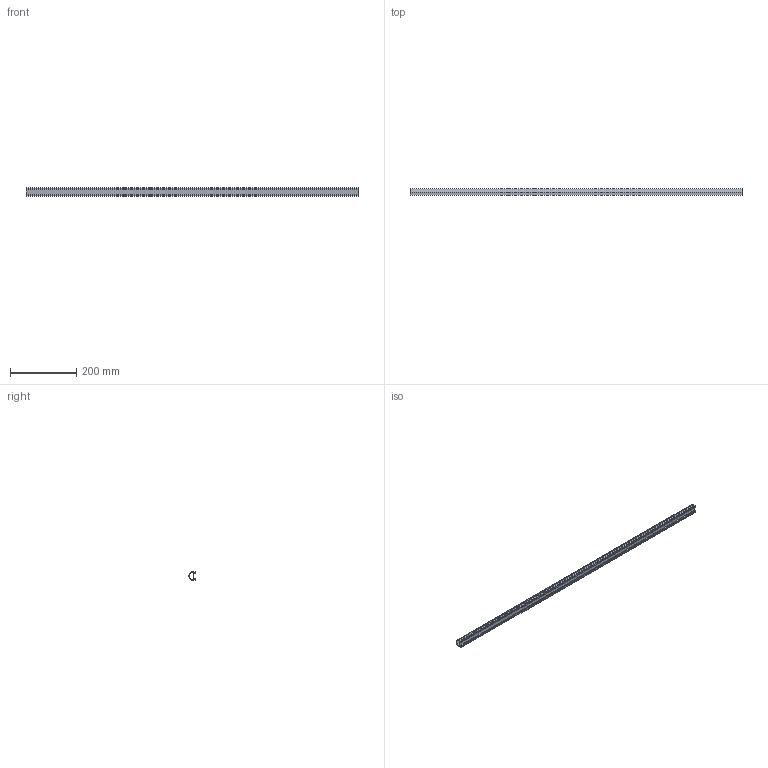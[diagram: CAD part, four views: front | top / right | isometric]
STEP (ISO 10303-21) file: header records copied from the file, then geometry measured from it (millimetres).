
FILE_DESCRIPTION(/* description */ (''),/* implementation_level */ '2;1');
FILE_NAME(/* name */ '369_Rund.stp',/* time_stamp */ '2024-12-02T15:24:29+01:00',/* author */ ('sstotter'),/* organization */ (''),/* preprocessor_version */ 'ST-DEVELOPER v19.2',/* originating_system */ 'Autodesk Inventor 2024',/* authorisation */ '');
FILE_SCHEMA (('AUTOMOTIVE_DESIGN { 1 0 10303 214 3 1 1 }'));
Length unit declared in the file: millimetre
Products named in the file (1): 369_Rund
Bounding box: 1000 x 18.62 x 25 mm (x, y, z)
Volume: 127560.7 mm3; surface area: 191989.4 mm2
Topology: 2 solids, 2 shells, 44 faces, 120 edges, 80 vertices
Faces by surface type: plane 38, cylinder 6
Entity records: 1412 total; most frequent: CARTESIAN_POINT 245, ORIENTED_EDGE 240, DIRECTION 222, EDGE_CURVE 120, LINE 108, VECTOR 108, VERTEX_POINT 80, AXIS2_PLACEMENT_3D 57
